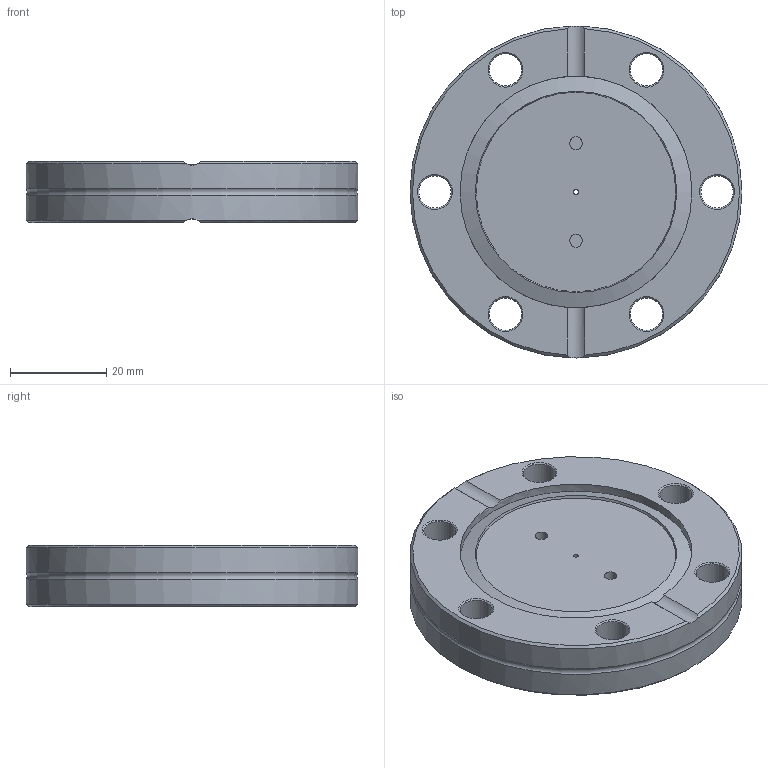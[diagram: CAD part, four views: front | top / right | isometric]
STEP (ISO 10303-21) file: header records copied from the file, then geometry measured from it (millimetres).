
FILE_DESCRIPTION(/* description */ ('Unknown'),/* implementation_level */ '2;1');
FILE_NAME(/* name */ 'dff275x000-drilled-2.stp',/* time_stamp */ '2023-05-01T11:03:57-04:00',/* author */ ('Fujitsu'),/* organization */ ('Unknown'),/* preprocessor_version */ 'ST-DEVELOPER v19.2',/* originating_system */ 'Autodesk Inventor 2024',/* authorisation */ ' ');
FILE_SCHEMA (('AUTOMOTIVE_DESIGN { 1 0 10303 214 3 1 1 }'));
Length unit declared in the file: inch
Products named in the file (1): 1
Bounding box: 69.09 x 69.09 x 12.7 mm (x, y, z)
Volume: 40289.2 mm3; surface area: 12142.4 mm2
Topology: 1 solids, 1 shells, 46 faces, 118 edges, 76 vertices
Faces by surface type: cone 20, cylinder 17, plane 8, torus 1
Full cylindrical faces by diameter (mm): 1.016 x1, 2.642 x2, 6.731 x6, 48.26 x2, 69.088 x2
Entity records: 1592 total; most frequent: CARTESIAN_POINT 369, DIRECTION 261, ORIENTED_EDGE 236, EDGE_CURVE 118, AXIS2_PLACEMENT_3D 112, VERTEX_POINT 76, CIRCLE 65, EDGE_LOOP 62
